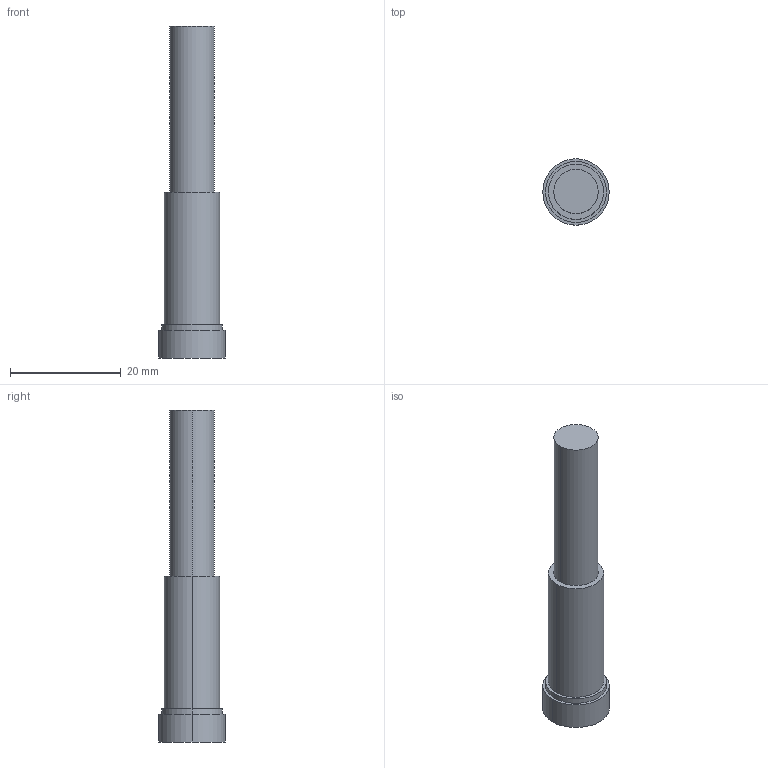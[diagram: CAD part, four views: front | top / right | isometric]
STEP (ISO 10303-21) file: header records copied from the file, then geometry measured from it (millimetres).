
FILE_DESCRIPTION((''),'2;1');
FILE_NAME('8GM30','2013-10-05T',('Ingenieurbuero Eiseler'),('Pepperl+Fuchs'),'PRO/ENGINEER BY PARAMETRIC TECHNOLOGY CORPORATION, 2013050','PRO/ENGINEER BY PARAMETRIC TECHNOLOGY CORPORATION, 2013050','');
FILE_SCHEMA(('CONFIG_CONTROL_DESIGN'));
Length unit declared in the file: millimetre
Products named in the file (1): 8GM30
Bounding box: 12 x 12 x 60 mm (x, y, z)
Volume: 4053.4 mm3; surface area: 1957.2 mm2
Topology: 1 solids, 1 shells, 13 faces, 76 edges, 72 vertices
Faces by surface type: cylinder 8, plane 5
Entity records: 993 total; most frequent: DIRECTION 136, CARTESIAN_POINT 106, COLOUR_RGB 69, PRESENTATION_STYLE_ASSIGNMENT 59, STYLED_ITEM 59, CURVE_STYLE 53, TRIMMED_CURVE 52, ORIENTED_EDGE 48
